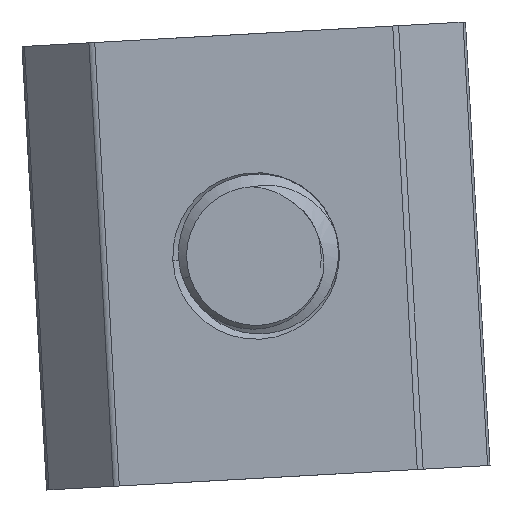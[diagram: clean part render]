
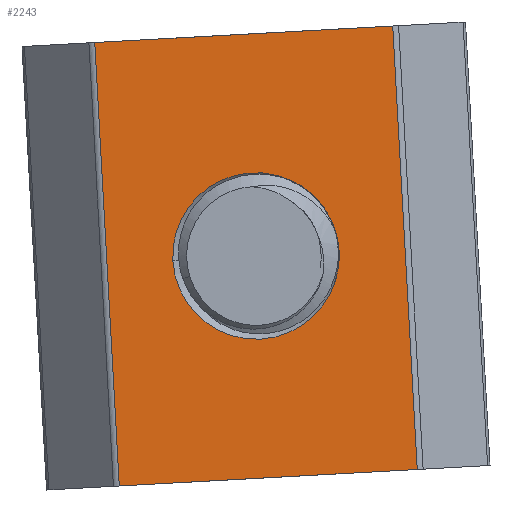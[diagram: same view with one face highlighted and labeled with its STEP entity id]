
A CAD part, front view. The second image highlights one B-rep face of the part: STEP entity #2243.
In plain terms, the highlighted planar face has unit normal (0, -1, 0).
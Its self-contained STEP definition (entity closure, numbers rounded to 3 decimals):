
#326=PLANE('',#2364);
#515=CIRCLE('',#2343,3.);
#516=CIRCLE('',#2345,3.);
#517=CIRCLE('',#2347,3.);
#519=CIRCLE('',#2365,3.);
#586=VECTOR('',#9955,1.);
#587=VECTOR('',#9956,1.);
#588=VECTOR('',#9957,1.);
#589=VECTOR('',#9958,1.);
#704=LINE('',#2959,#586);
#705=LINE('',#2962,#587);
#706=LINE('',#2964,#588);
#707=LINE('',#2966,#589);
#803=VERTEX_POINT('',#2540);
#804=VERTEX_POINT('',#2542);
#808=VERTEX_POINT('',#2595);
#809=VERTEX_POINT('',#2602);
#853=VERTEX_POINT('',#2960);
#854=VERTEX_POINT('',#2961);
#855=VERTEX_POINT('',#2963);
#856=VERTEX_POINT('',#2965);
#1045=EDGE_CURVE('',#803,#804,#515,.T.);
#1051=EDGE_CURVE('',#808,#803,#516,.T.);
#1053=EDGE_CURVE('',#804,#809,#517,.T.);
#1111=EDGE_CURVE('',#809,#808,#519,.T.);
#1112=EDGE_CURVE('',#853,#854,#704,.T.);
#1113=EDGE_CURVE('',#855,#853,#705,.T.);
#1114=EDGE_CURVE('',#856,#855,#706,.T.);
#1115=EDGE_CURVE('',#854,#856,#707,.T.);
#1441=ORIENTED_EDGE('',*,*,#1111,.F.);
#1442=ORIENTED_EDGE('',*,*,#1053,.F.);
#1443=ORIENTED_EDGE('',*,*,#1045,.F.);
#1444=ORIENTED_EDGE('',*,*,#1051,.F.);
#1445=ORIENTED_EDGE('',*,*,#1112,.F.);
#1446=ORIENTED_EDGE('',*,*,#1113,.F.);
#1447=ORIENTED_EDGE('',*,*,#1114,.F.);
#1448=ORIENTED_EDGE('',*,*,#1115,.F.);
#2003=EDGE_LOOP('',(#1441,#1442,#1443,#1444));
#2004=EDGE_LOOP('',(#1445,#1446,#1447,#1448));
#2123=FACE_BOUND('',#2003,.T.);
#2124=FACE_BOUND('',#2004,.T.);
#2243=ADVANCED_FACE('',(#2123,#2124),#326,.F.);
#2343=AXIS2_PLACEMENT_3D('',#2541,#9892,#9893);
#2345=AXIS2_PLACEMENT_3D('',#2596,#9898,#9899);
#2347=AXIS2_PLACEMENT_3D('',#2603,#9902,#9903);
#2364=AXIS2_PLACEMENT_3D('',#2957,#9952,$);
#2365=AXIS2_PLACEMENT_3D('',#2958,#9953,#9954);
#2540=CARTESIAN_POINT('',(-3.,-4.1,0.));
#2541=CARTESIAN_POINT('',(0.,-4.1,0.));
#2542=CARTESIAN_POINT('',(3.,-4.1,0.));
#2595=CARTESIAN_POINT('',(1.357,-4.1,2.676));
#2596=CARTESIAN_POINT('',(0.,-4.1,0.));
#2602=CARTESIAN_POINT('',(2.851,-4.1,0.933));
#2603=CARTESIAN_POINT('',(0.,-4.1,0.));
#2957=CARTESIAN_POINT('',(5.5,-4.1,8.));
#2958=CARTESIAN_POINT('',(0.,-4.1,0.));
#2959=CARTESIAN_POINT('',(-5.376,-4.1,-8.));
#2960=CARTESIAN_POINT('',(-5.376,-4.1,-8.));
#2961=CARTESIAN_POINT('',(-5.376,-4.1,8.));
#2962=CARTESIAN_POINT('',(5.376,-4.1,-8.));
#2963=CARTESIAN_POINT('',(5.376,-4.1,-8.));
#2964=CARTESIAN_POINT('',(5.376,-4.1,8.));
#2965=CARTESIAN_POINT('',(5.376,-4.1,8.));
#2966=CARTESIAN_POINT('',(-5.376,-4.1,8.));
#9892=DIRECTION('',(0.,-1.,0.));
#9893=DIRECTION('',(3.,0.,0.));
#9898=DIRECTION('',(0.,-1.,0.));
#9899=DIRECTION('',(3.,0.,0.));
#9902=DIRECTION('',(0.,-1.,0.));
#9903=DIRECTION('',(3.,0.,0.));
#9952=DIRECTION('',(0.,1.,0.));
#9953=DIRECTION('',(0.,-1.,0.));
#9954=DIRECTION('',(-3.,0.,0.));
#9955=DIRECTION('',(0.,0.,1.));
#9956=DIRECTION('',(-1.,0.,0.));
#9957=DIRECTION('',(0.,0.,-1.));
#9958=DIRECTION('',(1.,0.,0.));
